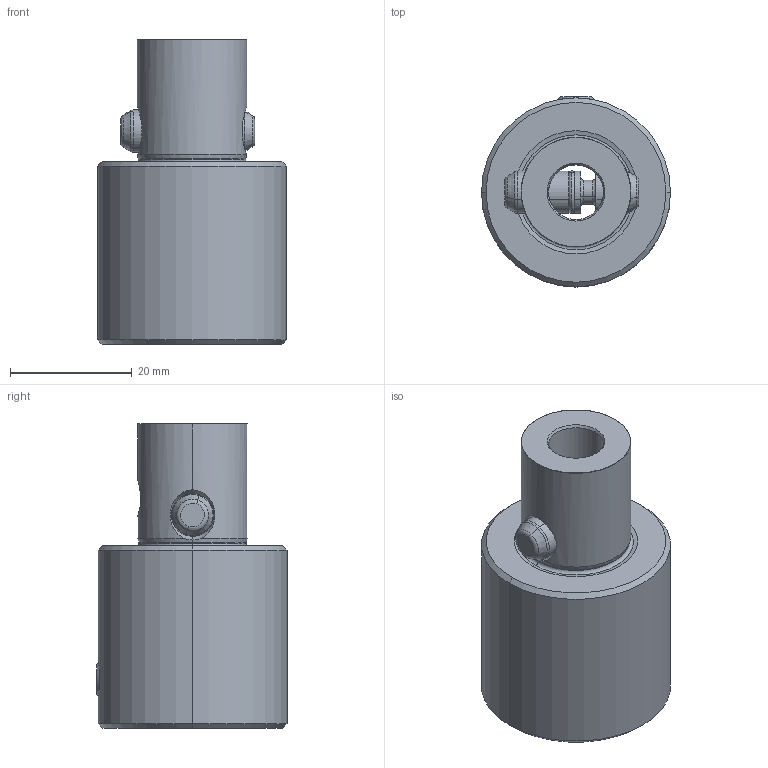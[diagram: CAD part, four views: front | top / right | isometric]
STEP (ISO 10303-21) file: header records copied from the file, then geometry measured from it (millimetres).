
FILE_DESCRIPTION(('no description'),'unknown implementation level');
FILE_NAME('F178B4C0-FBD7-422A-9791-693B38418D2C_export.stp',' ',('CIMSOURCE GmbH'),('CADClick - KiM GmbH - www.kimweb.de'),'unknown preprocess','ACIS','unknown authorization');
FILE_SCHEMA(('automotive_design'));
Length unit declared in the file: millimetre
Products named in the file (4): 331.330 Kaiser CK3 X CK3 X 30|331.330 Kaiser CK3 X CK3 X 30_Standard;NONE; 331.330 Kaiser CK3 X CK3 X 30|690.433 Kaiser ETL M6 X 8,5 CK3_Standard;NONE; 331.330 Kaiser CK3 X CK3 X 30|691.503 Kaiser ETL �7 X 22K_Standard|692.272 O-Ring_Standard;NONE; 331.330 Kaiser CK3 X CK3 X 30|691.503 Kaiser ETL �7 X 22K_Standard|691.523 Mitnehmerbolzen_Standard;NONE
Bounding box: 31 x 31.19 x 50 mm (x, y, z)
Volume: 19880.1 mm3; surface area: 8833.4 mm2
Topology: 4 solids, 4 shells, 143 faces, 318 edges, 183 vertices
Faces by surface type: cone 46, cylinder 38, plane 35, torus 24
Entity records: 8191 total; most frequent: CARTESIAN_POINT 1233, DIRECTION 742, STYLED_ITEM 646, PRESENTATION_STYLE_ASSIGNMENT 646, COLOUR_RGB 646, ORIENTED_EDGE 632, EDGE_CURVE 316, CURVE_STYLE 316
